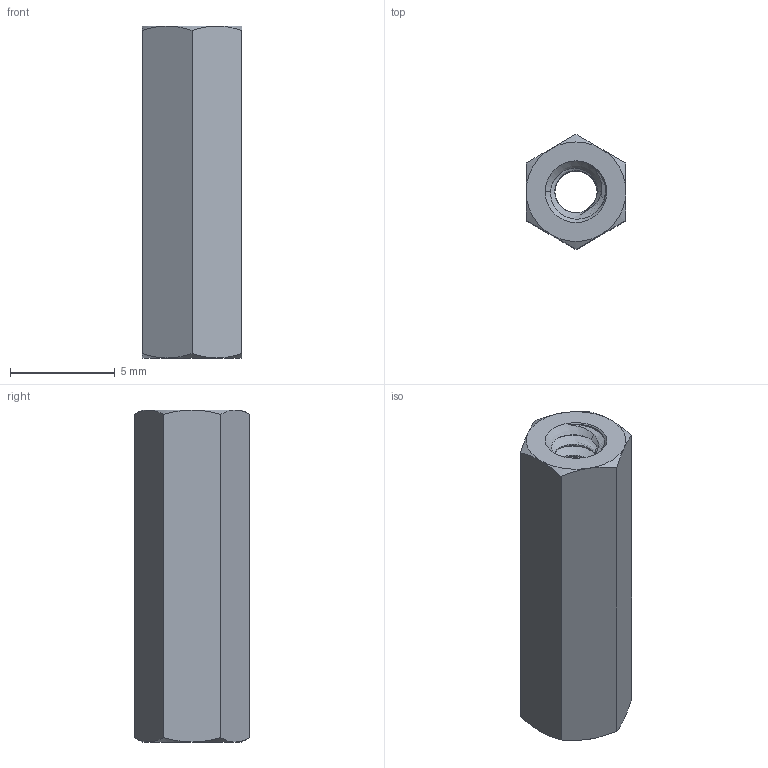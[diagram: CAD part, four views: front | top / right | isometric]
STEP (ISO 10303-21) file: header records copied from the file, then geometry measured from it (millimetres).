
FILE_DESCRIPTION (( 'STEP AP214' ), '1' );
FILE_NAME ('92319A874_FEM THRDED HEX STANDOFF.step', '2021-02-21T00:25:54', ( '' ), ( '' ), 'SwSTEP 2.0', 'SolidWorks 2021', '' );
FILE_SCHEMA (( 'AUTOMOTIVE_DESIGN' ));
Length unit declared in the file: inch
Products named in the file (1): 92319A874_FEM THRDED HEX STANDOFF
Bounding box: 4.76 x 5.5 x 15.88 mm (x, y, z)
Volume: 236.3 mm3; surface area: 497.6 mm2
Topology: 1 solids, 1 shells, 80 faces, 222 edges, 144 vertices
Faces by surface type: cylinder 51, cone 18, plane 8, bspline 3
Entity records: 5621 total; most frequent: CARTESIAN_POINT 3916, ORIENTED_EDGE 444, DIRECTION 254, EDGE_CURVE 222, VERTEX_POINT 144, AXIS2_PLACEMENT_3D 96, EDGE_LOOP 82, FACE_OUTER_BOUND 80
